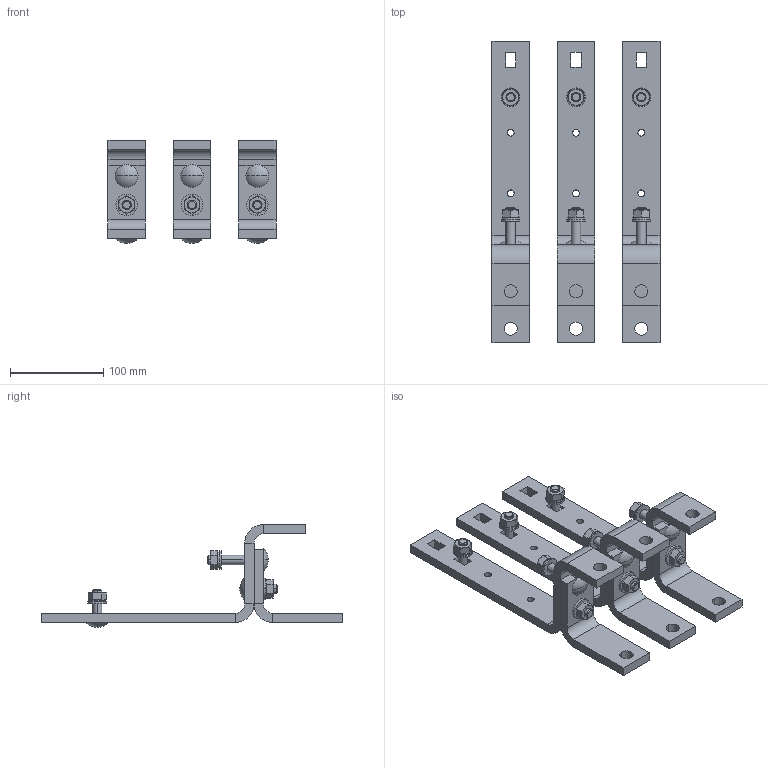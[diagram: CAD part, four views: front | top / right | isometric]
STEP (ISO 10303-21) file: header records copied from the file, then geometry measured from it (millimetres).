
FILE_DESCRIPTION(('STEP AP214'),'1');
FILE_NAME('cctmp_9D474841-2551-493A-A6D1-A65624357CCC_2024_05_23_13_31_56_0003..stp','2024-05-23T11:31:56',('SIEMENS A&D'),('CADClick - www.CADClick.com'),'Spatial InterOp 3D',' ','unknown authorization');
FILE_SCHEMA(('AUTOMOTIVE_DESIGN'));
Length unit declared in the file: millimetre
Products named in the file (40): cc_unnamed; 2024_05_23_13_31_55_0987; 2024_05_23_13_31_55_0956; 2024_05_23_13_31_55_0924; 2024_05_23_13_31_55_0846; 2024_05_23_13_31_55_0791; 2024_05_23_13_31_55_0753; 2024_05_23_13_31_55_0674; 2024_05_23_13_31_55_0643; 2024_05_23_13_31_55_0612; 2024_05_23_13_31_55_0550; 2024_05_23_13_31_55_0518; 2024_05_23_13_31_55_0487; 2024_05_23_13_31_55_0456; 2024_05_23_13_31_55_0391; 2024_05_23_13_31_55_0347; 2024_05_23_13_31_55_0315; 2024_05_23_13_31_55_0268; 2024_05_23_13_31_55_0191; 2024_05_23_13_31_55_0159; 2024_05_23_13_31_55_0128; 2024_05_23_13_31_55_0097; 2024_05_23_13_31_55_0034; 2024_05_23_13_31_55_0003; 2024_05_23_13_31_54_0972; 2024_05_23_13_31_54_0940; 2024_05_23_13_31_54_0862; 2024_05_23_13_31_54_0831; 2024_05_23_13_31_54_0790; 2024_05_23_13_31_54_0753; 2024_05_23_13_31_54_0690; 2024_05_23_13_31_54_0659; 2024_05_23_13_31_54_0627; 2024_05_23_13_31_54_0596; 2024_05_23_13_31_54_0534; 2024_05_23_13_31_54_0503; 2024_05_23_13_31_54_0472; 2024_05_23_13_31_54_0440; 2024_05_23_13_31_54_0409; 2024_05_23_13_31_54_0362
Assembly tree (39 placements, depth 2):
  cc_unnamed
    2024_05_23_13_31_55_0987
    2024_05_23_13_31_55_0956
    2024_05_23_13_31_55_0924
    2024_05_23_13_31_55_0846
    2024_05_23_13_31_55_0791
    2024_05_23_13_31_55_0753
    2024_05_23_13_31_55_0674
    2024_05_23_13_31_55_0643
    2024_05_23_13_31_55_0612
    2024_05_23_13_31_55_0550
    2024_05_23_13_31_55_0518
    2024_05_23_13_31_55_0487
    2024_05_23_13_31_55_0456
    2024_05_23_13_31_55_0391
    2024_05_23_13_31_55_0347
    2024_05_23_13_31_55_0315
    2024_05_23_13_31_55_0268
    2024_05_23_13_31_55_0191
    2024_05_23_13_31_55_0159
    2024_05_23_13_31_55_0128
    2024_05_23_13_31_55_0097
    2024_05_23_13_31_55_0034
    2024_05_23_13_31_55_0003
    2024_05_23_13_31_54_0972
    2024_05_23_13_31_54_0940
    2024_05_23_13_31_54_0862
    2024_05_23_13_31_54_0831
    2024_05_23_13_31_54_0790
    2024_05_23_13_31_54_0753
    2024_05_23_13_31_54_0690
    2024_05_23_13_31_54_0659
    2024_05_23_13_31_54_0627
    2024_05_23_13_31_54_0596
    2024_05_23_13_31_54_0534
    2024_05_23_13_31_54_0503
    2024_05_23_13_31_54_0472
    2024_05_23_13_31_54_0440
    2024_05_23_13_31_54_0409
    2024_05_23_13_31_54_0362
Bounding box: 180 x 323 x 110.38 mm (x, y, z)
Volume: 650774.9 mm3; surface area: 207216.4 mm2
Topology: 39 solids, 39 shells, 630 faces, 1404 edges, 879 vertices
Faces by surface type: plane 348, cylinder 156, cone 108, sphere 18
Entity records: 23777 total; most frequent: CARTESIAN_POINT 3385, DIRECTION 3092, ORIENTED_EDGE 2808, EDGE_CURVE 1404, AXIS2_PLACEMENT_3D 1126, VERTEX_POINT 879, LINE 840, VECTOR 840
